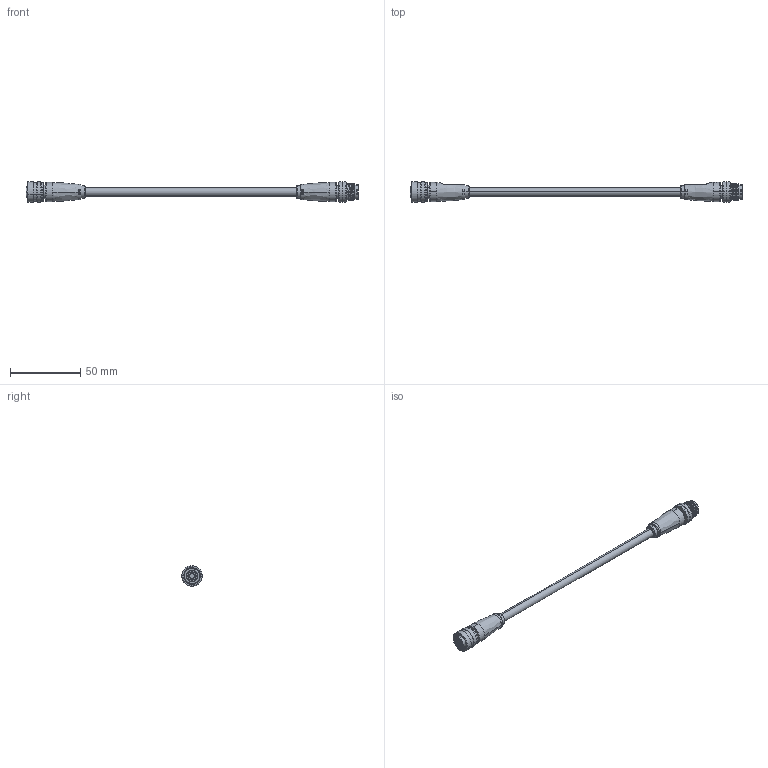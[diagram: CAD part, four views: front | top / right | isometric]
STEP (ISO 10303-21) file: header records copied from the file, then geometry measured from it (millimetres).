
FILE_DESCRIPTION (( 'STEP AP203' ), '1' );
FILE_NAME ('10-03845_revA.STEP', '2020-10-16T23:49:25', ( '' ), ( '' ), 'SwSTEP 2.0', 'SolidWorks 2015', '' );
FILE_SCHEMA (( 'CONFIG_CONTROL_DESIGN' ));
Length unit declared in the file: millimetre
Products named in the file (14): 30-01578_blunt cut; 50-00980-03___; 10-03845_revA; 50-00980-04___; 50-00987-04___; 50-00980___; 50-00987___; 50-00980-05___; 50-00987-03___; 50-00980-01___; 50-00987-01___; 24-00349_Wire O6.8 mm; 50-00980-02_For STEP file; 50-00987-02_For STEP file
Assembly tree (20 placements, depth 3):
  10-03845_revA
    30-01578_blunt cut
    24-00349_Wire O6.8 mm  x2
    50-00980___
      50-00980-01___
      50-00980-02_For STEP file
      50-00980-03___  x4
      50-00980-04___
      50-00980-05___
    50-00987___
      50-00987-01___
      50-00987-02_For STEP file
      50-00987-03___  x4
      50-00987-04___
Bounding box: 235.5 x 14.5 x 14.5 mm (x, y, z)
Volume: 13949.7 mm3; surface area: 44595.6 mm2
Topology: 116 solids, 116 shells, 1567 faces, 3553 edges, 2274 vertices
Faces by surface type: cylinder 722, plane 499, torus 130, bspline 117, cone 91, sphere 8
Entity records: 36496 total; most frequent: CARTESIAN_POINT 10151, DIRECTION 5502, ORIENTED_EDGE 4742, EDGE_CURVE 2371, AXIS2_PLACEMENT_3D 2312, VERTEX_POINT 1543, EDGE_LOOP 1340, CIRCLE 1255
